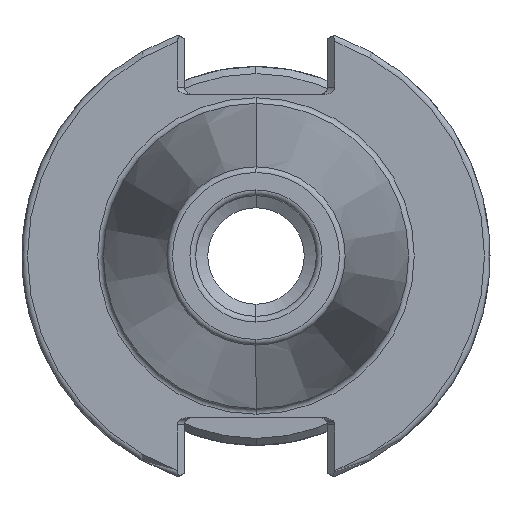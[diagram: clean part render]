
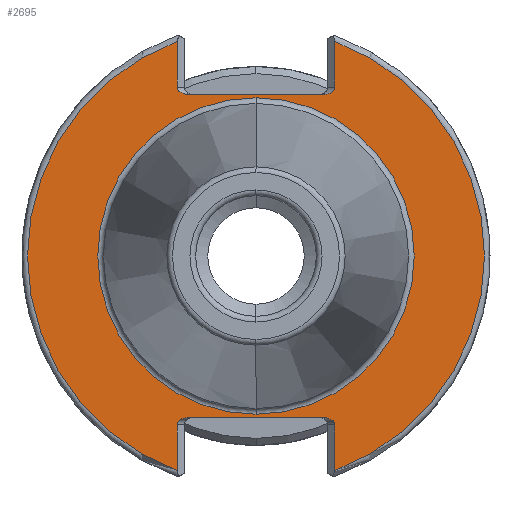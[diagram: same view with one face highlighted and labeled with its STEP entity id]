
A CAD part, left-side view. The second image highlights one B-rep face of the part: STEP entity #2695.
In plain terms, the highlighted planar face has unit normal (-1, 0, 0).
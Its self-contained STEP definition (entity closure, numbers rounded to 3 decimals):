
#330 = EDGE_CURVE ( 'NONE', #439, #434, #1480, .T. ) ;
#331 = EDGE_CURVE ( 'NONE', #439, #446, #1478, .T. ) ;
#332 = EDGE_CURVE ( 'NONE', #441, #446, #1743, .T. ) ;
#333 = EDGE_CURVE ( 'NONE', #441, #444, #1477, .T. ) ;
#334 = EDGE_CURVE ( 'NONE', #443, #444, #1744, .T. ) ;
#335 = EDGE_CURVE ( 'NONE', #442, #443, #1483, .T. ) ;
#336 = EDGE_CURVE ( 'NONE', #430, #442, #1486, .T. ) ;
#337 = EDGE_CURVE ( 'NONE', #430, #440, #1487, .T. ) ;
#338 = EDGE_CURVE ( 'NONE', #437, #440, #1745, .T. ) ;
#339 = EDGE_CURVE ( 'NONE', #437, #438, #1485, .T. ) ;
#340 = EDGE_CURVE ( 'NONE', #436, #438, #1746, .T. ) ;
#341 = EDGE_CURVE ( 'NONE', #434, #436, #1490, .T. ) ;
#342 = EDGE_CURVE ( 'NONE', #427, #426, #1493, .T. ) ;
#358 = EDGE_CURVE ( 'NONE', #426, #427, #1513, .T. ) ;
#426 = VERTEX_POINT ( 'NONE', #4116 ) ;
#427 = VERTEX_POINT ( 'NONE', #4128 ) ;
#430 = VERTEX_POINT ( 'NONE', #4130 ) ;
#434 = VERTEX_POINT ( 'NONE', #4133 ) ;
#436 = VERTEX_POINT ( 'NONE', #4135 ) ;
#437 = VERTEX_POINT ( 'NONE', #4136 ) ;
#438 = VERTEX_POINT ( 'NONE', #4137 ) ;
#439 = VERTEX_POINT ( 'NONE', #4138 ) ;
#440 = VERTEX_POINT ( 'NONE', #4139 ) ;
#441 = VERTEX_POINT ( 'NONE', #4140 ) ;
#442 = VERTEX_POINT ( 'NONE', #4141 ) ;
#443 = VERTEX_POINT ( 'NONE', #4142 ) ;
#444 = VERTEX_POINT ( 'NONE', #4143 ) ;
#446 = VERTEX_POINT ( 'NONE', #4145 ) ;
#1149 = ORIENTED_EDGE ( 'NONE', *, *, #339, .F. ) ;
#1150 = ORIENTED_EDGE ( 'NONE', *, *, #338, .T. ) ;
#1151 = ORIENTED_EDGE ( 'NONE', *, *, #337, .F. ) ;
#1152 = ORIENTED_EDGE ( 'NONE', *, *, #336, .T. ) ;
#1153 = ORIENTED_EDGE ( 'NONE', *, *, #335, .T. ) ;
#1154 = ORIENTED_EDGE ( 'NONE', *, *, #334, .T. ) ;
#1155 = ORIENTED_EDGE ( 'NONE', *, *, #333, .F. ) ;
#1156 = ORIENTED_EDGE ( 'NONE', *, *, #332, .T. ) ;
#1157 = ORIENTED_EDGE ( 'NONE', *, *, #331, .F. ) ;
#1158 = ORIENTED_EDGE ( 'NONE', *, *, #330, .T. ) ;
#1477 = LINE ( 'NONE', #3834, #1481 ) ;
#1478 = LINE ( 'NONE', #3826, #1482 ) ;
#1480 = CIRCLE ( 'NONE', #3019, 16.1 ) ;
#1481 = VECTOR ( 'NONE', #3835, 1000. ) ;
#1482 = VECTOR ( 'NONE', #3821, 1000. ) ;
#1483 = LINE ( 'NONE', #3840, #1484 ) ;
#1484 = VECTOR ( 'NONE', #3841, 1000. ) ;
#1485 = LINE ( 'NONE', #3851, #1488 ) ;
#1486 = CIRCLE ( 'NONE', #3020, 16.1 ) ;
#1487 = LINE ( 'NONE', #3836, #1489 ) ;
#1488 = VECTOR ( 'NONE', #3852, 1000. ) ;
#1489 = VECTOR ( 'NONE', #3838, 1000. ) ;
#1490 = LINE ( 'NONE', #3855, #1491 ) ;
#1491 = VECTOR ( 'NONE', #3856, 1000. ) ;
#1493 = CIRCLE ( 'NONE', #3021, 11.148 ) ;
#1513 = CIRCLE ( 'NONE', #3033, 11.148 ) ;
#1669 = DIRECTION ( 'NONE',  ( -1., 0., 0. ) ) ;
#1743 =( BOUNDED_CURVE ( )  B_SPLINE_CURVE ( 3, ( #3831, #3825, #3824, #3833 ),
 .UNSPECIFIED., .F., .T. ) 
 B_SPLINE_CURVE_WITH_KNOTS ( ( 4, 4 ),
 ( 4.712, 6.283 ),
 .UNSPECIFIED. ) 
 CURVE ( )  GEOMETRIC_REPRESENTATION_ITEM ( )  RATIONAL_B_SPLINE_CURVE ( ( 1., 0.805, 0.805, 1. ) ) 
 REPRESENTATION_ITEM ( '' )  );
#1744 =( BOUNDED_CURVE ( )  B_SPLINE_CURVE ( 3, ( #3837, #3830, #3832, #3839 ),
 .UNSPECIFIED., .F., .F. ) 
 B_SPLINE_CURVE_WITH_KNOTS ( ( 4, 4 ),
 ( 3.142, 4.712 ),
 .UNSPECIFIED. ) 
 CURVE ( )  GEOMETRIC_REPRESENTATION_ITEM ( )  RATIONAL_B_SPLINE_CURVE ( ( 1., 0.805, 0.805, 1. ) ) 
 REPRESENTATION_ITEM ( '' )  );
#1745 =( BOUNDED_CURVE ( )  B_SPLINE_CURVE ( 3, ( #3848, #3842, #3843, #3850 ),
 .UNSPECIFIED., .F., .T. ) 
 B_SPLINE_CURVE_WITH_KNOTS ( ( 4, 4 ),
 ( 4.712, 6.283 ),
 .UNSPECIFIED. ) 
 CURVE ( )  GEOMETRIC_REPRESENTATION_ITEM ( )  RATIONAL_B_SPLINE_CURVE ( ( 1., 0.805, 0.805, 1. ) ) 
 REPRESENTATION_ITEM ( '' )  );
#1746 =( BOUNDED_CURVE ( )  B_SPLINE_CURVE ( 3, ( #3853, #3847, #3849, #3854 ),
 .UNSPECIFIED., .F., .F. ) 
 B_SPLINE_CURVE_WITH_KNOTS ( ( 4, 4 ),
 ( 3.142, 4.712 ),
 .UNSPECIFIED. ) 
 CURVE ( )  GEOMETRIC_REPRESENTATION_ITEM ( )  RATIONAL_B_SPLINE_CURVE ( ( 1., 0.805, 0.805, 1. ) ) 
 REPRESENTATION_ITEM ( '' )  );
#2313 = EDGE_LOOP ( 'NONE', ( #2921, #2922, #1149, #1150, #1151, #1152, #1153, #1154, #1155, #1156, #1157, #1158 ) ) ;
#2321 = EDGE_LOOP ( 'NONE', ( #2919, #2920 ) ) ;
#2695 = ADVANCED_FACE ( 'NONE', ( #4359, #4356 ), #3499, .F. ) ;
#2919 = ORIENTED_EDGE ( 'NONE', *, *, #342, .F. ) ;
#2920 = ORIENTED_EDGE ( 'NONE', *, *, #358, .F. ) ;
#2921 = ORIENTED_EDGE ( 'NONE', *, *, #341, .T. ) ;
#2922 = ORIENTED_EDGE ( 'NONE', *, *, #340, .T. ) ;
#3019 = AXIS2_PLACEMENT_3D ( 'NONE', #3827, #3828, #3829 ) ;
#3020 = AXIS2_PLACEMENT_3D ( 'NONE', #3844, #3845, #3846 ) ;
#3021 = AXIS2_PLACEMENT_3D ( 'NONE', #3857, #3858, #3859 ) ;
#3033 = AXIS2_PLACEMENT_3D ( 'NONE', #3911, #1669, #3913 ) ;
#3105 = AXIS2_PLACEMENT_3D ( 'NONE', #3496, #3501, #3502 ) ;
#3496 = CARTESIAN_POINT ( 'NONE',  ( 0., 11.148, 0. ) ) ;
#3499 = PLANE ( 'NONE',  #3105 ) ;
#3501 = DIRECTION ( 'NONE',  ( 1., 0., 0. ) ) ;
#3502 = DIRECTION ( 'NONE',  ( 0., 0., -1. ) ) ;
#3821 = DIRECTION ( 'NONE',  ( 0., 0., -1. ) ) ;
#3824 = CARTESIAN_POINT ( 'NONE',  ( 0., 5.55, 11.607 ) ) ;
#3825 = CARTESIAN_POINT ( 'NONE',  ( 0., 5.257, 11.4 ) ) ;
#3826 = CARTESIAN_POINT ( 'NONE',  ( 0., 5.55, 16.5 ) ) ;
#3827 = CARTESIAN_POINT ( 'NONE',  ( 0., 0., 0. ) ) ;
#3828 = DIRECTION ( 'NONE',  ( -1., 0., 0. ) ) ;
#3829 = DIRECTION ( 'NONE',  ( 0., 0., 1. ) ) ;
#3830 = CARTESIAN_POINT ( 'NONE',  ( 0., -5.55, 11.607 ) ) ;
#3831 = CARTESIAN_POINT ( 'NONE',  ( 0., 4.843, 11.4 ) ) ;
#3832 = CARTESIAN_POINT ( 'NONE',  ( 0., -5.257, 11.4 ) ) ;
#3833 = CARTESIAN_POINT ( 'NONE',  ( 0., 5.55, 11.9 ) ) ;
#3834 = CARTESIAN_POINT ( 'NONE',  ( 0., -5.55, 11.4 ) ) ;
#3835 = DIRECTION ( 'NONE',  ( 0., -1., 0. ) ) ;
#3836 = CARTESIAN_POINT ( 'NONE',  ( 0., -5.55, -16.5 ) ) ;
#3837 = CARTESIAN_POINT ( 'NONE',  ( 0., -5.55, 11.9 ) ) ;
#3838 = DIRECTION ( 'NONE',  ( 0., 0., 1. ) ) ;
#3839 = CARTESIAN_POINT ( 'NONE',  ( 0., -4.843, 11.4 ) ) ;
#3840 = CARTESIAN_POINT ( 'NONE',  ( 0., -5.55, 16.5 ) ) ;
#3841 = DIRECTION ( 'NONE',  ( 0., 0., -1. ) ) ;
#3842 = CARTESIAN_POINT ( 'NONE',  ( 0., -5.257, -11.4 ) ) ;
#3843 = CARTESIAN_POINT ( 'NONE',  ( 0., -5.55, -11.607 ) ) ;
#3844 = CARTESIAN_POINT ( 'NONE',  ( 0., 0., 0. ) ) ;
#3845 = DIRECTION ( 'NONE',  ( -1., 0., 0. ) ) ;
#3846 = DIRECTION ( 'NONE',  ( 0., 0., 1. ) ) ;
#3847 = CARTESIAN_POINT ( 'NONE',  ( 0., 5.55, -11.607 ) ) ;
#3848 = CARTESIAN_POINT ( 'NONE',  ( 0., -4.843, -11.4 ) ) ;
#3849 = CARTESIAN_POINT ( 'NONE',  ( 0., 5.257, -11.4 ) ) ;
#3850 = CARTESIAN_POINT ( 'NONE',  ( 0., -5.55, -11.9 ) ) ;
#3851 = CARTESIAN_POINT ( 'NONE',  ( 0., 5.55, -11.4 ) ) ;
#3852 = DIRECTION ( 'NONE',  ( 0., 1., 0. ) ) ;
#3853 = CARTESIAN_POINT ( 'NONE',  ( 0., 5.55, -11.9 ) ) ;
#3854 = CARTESIAN_POINT ( 'NONE',  ( 0., 4.843, -11.4 ) ) ;
#3855 = CARTESIAN_POINT ( 'NONE',  ( 0., 5.55, -16.5 ) ) ;
#3856 = DIRECTION ( 'NONE',  ( 0., 0., 1. ) ) ;
#3857 = CARTESIAN_POINT ( 'NONE',  ( 0., 0., 0. ) ) ;
#3858 = DIRECTION ( 'NONE',  ( -1., 0., 0. ) ) ;
#3859 = DIRECTION ( 'NONE',  ( 0., 0., 1. ) ) ;
#3911 = CARTESIAN_POINT ( 'NONE',  ( 0., 0., 0. ) ) ;
#3913 = DIRECTION ( 'NONE',  ( 0., 0., 1. ) ) ;
#4116 = CARTESIAN_POINT ( 'NONE',  ( 0., 0., -11.148 ) ) ;
#4128 = CARTESIAN_POINT ( 'NONE',  ( 0., 0., 11.148 ) ) ;
#4130 = CARTESIAN_POINT ( 'NONE',  ( 0., -5.55, -15.113 ) ) ;
#4133 = CARTESIAN_POINT ( 'NONE',  ( 0., 5.55, -15.113 ) ) ;
#4135 = CARTESIAN_POINT ( 'NONE',  ( 0., 5.55, -11.9 ) ) ;
#4136 = CARTESIAN_POINT ( 'NONE',  ( 0., -4.843, -11.4 ) ) ;
#4137 = CARTESIAN_POINT ( 'NONE',  ( 0., 4.843, -11.4 ) ) ;
#4138 = CARTESIAN_POINT ( 'NONE',  ( 0., 5.55, 15.113 ) ) ;
#4139 = CARTESIAN_POINT ( 'NONE',  ( 0., -5.55, -11.9 ) ) ;
#4140 = CARTESIAN_POINT ( 'NONE',  ( 0., 4.843, 11.4 ) ) ;
#4141 = CARTESIAN_POINT ( 'NONE',  ( 0., -5.55, 15.113 ) ) ;
#4142 = CARTESIAN_POINT ( 'NONE',  ( 0., -5.55, 11.9 ) ) ;
#4143 = CARTESIAN_POINT ( 'NONE',  ( 0., -4.843, 11.4 ) ) ;
#4145 = CARTESIAN_POINT ( 'NONE',  ( 0., 5.55, 11.9 ) ) ;
#4356 = FACE_OUTER_BOUND ( 'NONE', #2313, .T. ) ;
#4359 = FACE_BOUND ( 'NONE', #2321, .T. ) ;
